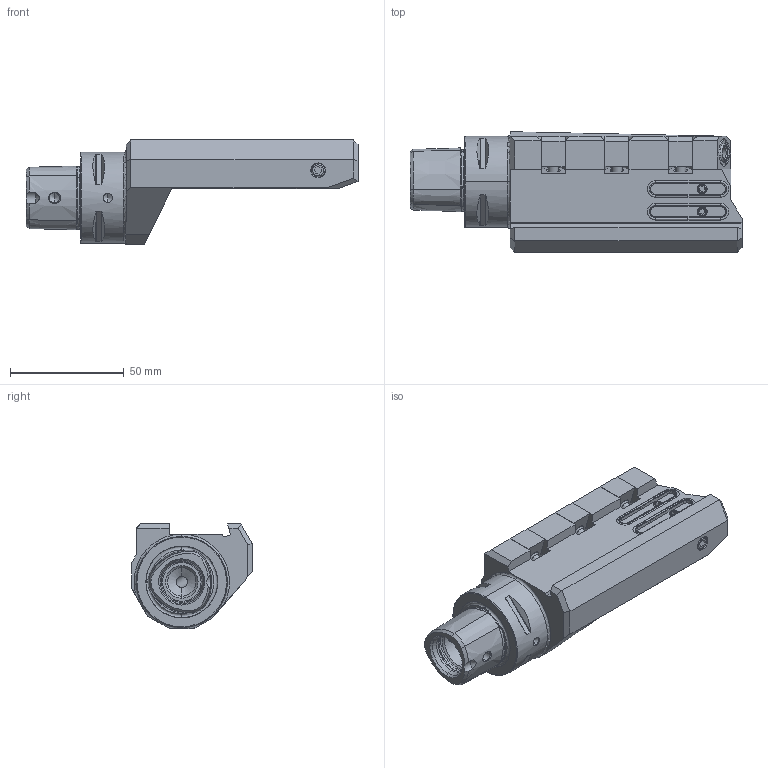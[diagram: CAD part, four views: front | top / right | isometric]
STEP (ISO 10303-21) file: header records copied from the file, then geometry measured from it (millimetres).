
FILE_DESCRIPTION (( 'STEP AP214' ), '1' );
FILE_NAME ('S4-.E2.L11.122-ECO.STEP', '2023-07-17T11:49:35', ( '' ), ( '' ), 'SwSTEP 2.0', 'SolidWorks 2017', '' );
FILE_SCHEMA (( 'AUTOMOTIVE_DESIGN' ));
Length unit declared in the file: millimetre
Products named in the file (11): S4-.E2.L11.122-ECO; KU1-U12.002.010; ISO 4026 - M6 x 6; AE3-ER1.006.028_A; DIN 3771 - 23x1_vorgespannt 28.5mm Nutl„nge; DIN 3771 - 8x1.5; PS4-AE2.L11.122-ECO_A; KU1-U12.003.010_B; AE3-ER1.011.014_A; KU1-U12.002.010_A; ISO 4026 - M4 x 4
Assembly tree (18 placements, depth 3):
  S4-.E2.L11.122-ECO
    PS4-AE2.L11.122-ECO_A
    KU1-U12.002.010
      KU1-U12.003.010_B
      KU1-U12.002.010_A
      DIN 3771 - 8x1.5
    AE3-ER1.011.014_A  x3
    AE3-ER1.006.028_A  x3
    ISO 4026 - M6 x 6  x3
    DIN 3771 - 23x1_vorgespannt 28.5mm Nutl„nge  x2
    ISO 4026 - M4 x 4  x2
Bounding box: 146 x 53 x 46.22 mm (x, y, z)
Volume: 133110.7 mm3; surface area: 36647.1 mm2
Topology: 17 solids, 17 shells, 615 faces, 1460 edges, 865 vertices
Faces by surface type: plane 239, cone 163, cylinder 154, torus 52, sphere 4, bspline 3
Entity records: 15240 total; most frequent: CARTESIAN_POINT 3972, DIRECTION 2225, ORIENTED_EDGE 2146, EDGE_CURVE 1073, AXIS2_PLACEMENT_3D 845, VERTEX_POINT 652, LINE 535, VECTOR 535
